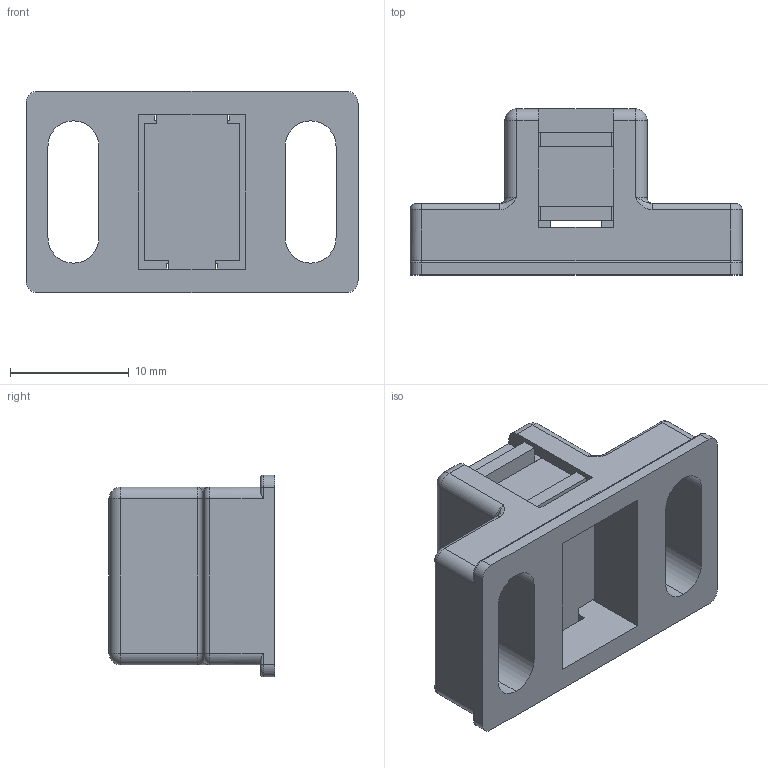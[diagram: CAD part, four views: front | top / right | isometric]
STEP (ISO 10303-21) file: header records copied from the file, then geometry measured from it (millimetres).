
FILE_DESCRIPTION (( 'STEP AP214' ), '1' );
FILE_NAME ('093094.STEP', '2014-08-18T06:26:40', ( '' ), ( '' ), 'SwSTEP 2.0', 'SolidWorks 2014', '' );
FILE_SCHEMA (( 'AUTOMOTIVE_DESIGN' ));
Length unit declared in the file: millimetre
Products named in the file (4): 093094r01; 093094r03; 093094r04; 093094
Assembly tree (4 placements, depth 2):
  093094
    093094r01
    093094r03
    093094r04  x2
Bounding box: 28 x 14 x 17 mm (x, y, z)
Volume: 2628.6 mm3; surface area: 3293.4 mm2
Topology: 4 solids, 4 shells, 133 faces, 342 edges, 206 vertices
Faces by surface type: plane 65, cylinder 42, torus 18, sphere 4, bspline 4
Entity records: 3960 total; most frequent: CARTESIAN_POINT 806, DIRECTION 630, ORIENTED_EDGE 596, EDGE_CURVE 298, AXIS2_PLACEMENT_3D 222, LINE 186, VECTOR 186, VERTEX_POINT 182
